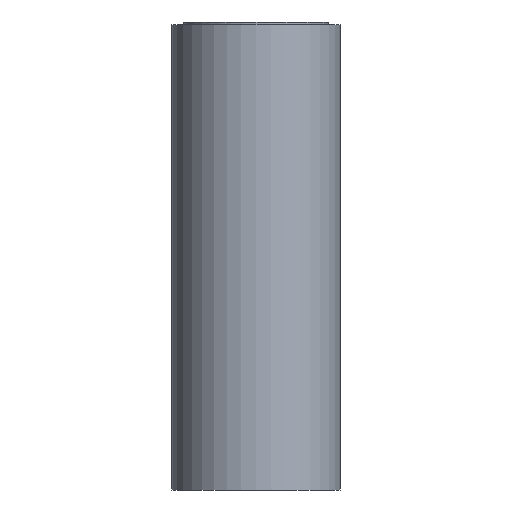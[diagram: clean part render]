
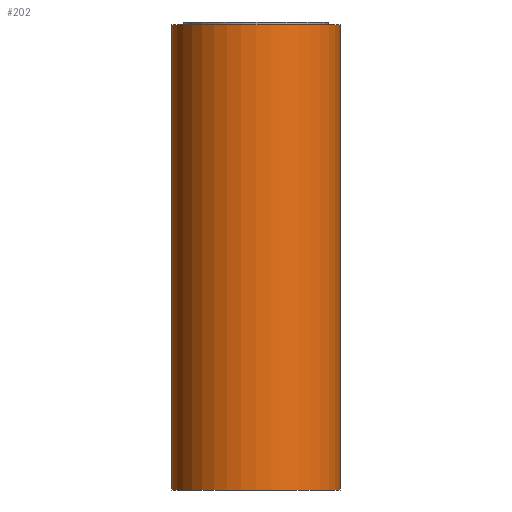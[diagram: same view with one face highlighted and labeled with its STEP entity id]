
A CAD part, front view. The second image highlights one B-rep face of the part: STEP entity #202.
In plain terms, the highlighted cylindrical face has radius 3.25 mm (diameter 6.5 mm), a partial arc.
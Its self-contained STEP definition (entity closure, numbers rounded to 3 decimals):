
#1 = EDGE_CURVE ( 'NONE', #80, #241, #9, .T. ) ;
#9 = CIRCLE ( 'NONE', #242, 3.25 ) ;
#35 = CARTESIAN_POINT ( 'NONE',  ( 0., 0., 0. ) ) ;
#39 = LINE ( 'NONE', #388, #288 ) ;
#45 = CARTESIAN_POINT ( 'NONE',  ( 0., 0., 18. ) ) ;
#52 = ORIENTED_EDGE ( 'NONE', *, *, #324, .F. ) ;
#57 = CARTESIAN_POINT ( 'NONE',  ( 3.25, 0., 18. ) ) ;
#73 = CARTESIAN_POINT ( 'NONE',  ( 3.25, 0., 18. ) ) ;
#79 = CARTESIAN_POINT ( 'NONE',  ( -3.25, 0., 0. ) ) ;
#80 = VERTEX_POINT ( 'NONE', #79 ) ;
#90 = ORIENTED_EDGE ( 'NONE', *, *, #294, .T. ) ;
#101 = FACE_OUTER_BOUND ( 'NONE', #387, .T. ) ;
#110 = DIRECTION ( 'NONE',  ( -1., 0., 0. ) ) ;
#121 = VERTEX_POINT ( 'NONE', #73 ) ;
#131 = CARTESIAN_POINT ( 'NONE',  ( -3.25, 0., 18. ) ) ;
#166 = AXIS2_PLACEMENT_3D ( 'NONE', #314, #168, #110 ) ;
#168 = DIRECTION ( 'NONE',  ( 0., 0., -1. ) ) ;
#175 = EDGE_CURVE ( 'NONE', #395, #121, #298, .T. ) ;
#202 = ADVANCED_FACE ( 'NONE', ( #101 ), #352, .T. ) ;
#241 = VERTEX_POINT ( 'NONE', #255 ) ;
#242 = AXIS2_PLACEMENT_3D ( 'NONE', #35, #277, #278 ) ;
#247 = VECTOR ( 'NONE', #353, 1000. ) ;
#254 = ORIENTED_EDGE ( 'NONE', *, *, #175, .F. ) ;
#255 = CARTESIAN_POINT ( 'NONE',  ( 3.25, 0., 0. ) ) ;
#277 = DIRECTION ( 'NONE',  ( 0., 0., 1. ) ) ;
#278 = DIRECTION ( 'NONE',  ( 1., 0., 0. ) ) ;
#281 = DIRECTION ( 'NONE',  ( 0., 0., 1. ) ) ;
#288 = VECTOR ( 'NONE', #424, 1000. ) ;
#294 = EDGE_CURVE ( 'NONE', #395, #80, #39, .T. ) ;
#298 = CIRCLE ( 'NONE', #425, 3.25 ) ;
#313 = DIRECTION ( 'NONE',  ( 1., 0., 0. ) ) ;
#314 = CARTESIAN_POINT ( 'NONE',  ( 0., 0., 18. ) ) ;
#315 = ORIENTED_EDGE ( 'NONE', *, *, #1, .T. ) ;
#324 = EDGE_CURVE ( 'NONE', #121, #241, #380, .T. ) ;
#352 = CYLINDRICAL_SURFACE ( 'NONE', #166, 3.25 ) ;
#353 = DIRECTION ( 'NONE',  ( 0., 0., -1. ) ) ;
#380 = LINE ( 'NONE', #57, #247 ) ;
#387 = EDGE_LOOP ( 'NONE', ( #52, #254, #90, #315 ) ) ;
#388 = CARTESIAN_POINT ( 'NONE',  ( -3.25, 0., 18. ) ) ;
#395 = VERTEX_POINT ( 'NONE', #131 ) ;
#424 = DIRECTION ( 'NONE',  ( 0., 0., -1. ) ) ;
#425 = AXIS2_PLACEMENT_3D ( 'NONE', #45, #281, #313 ) ;
